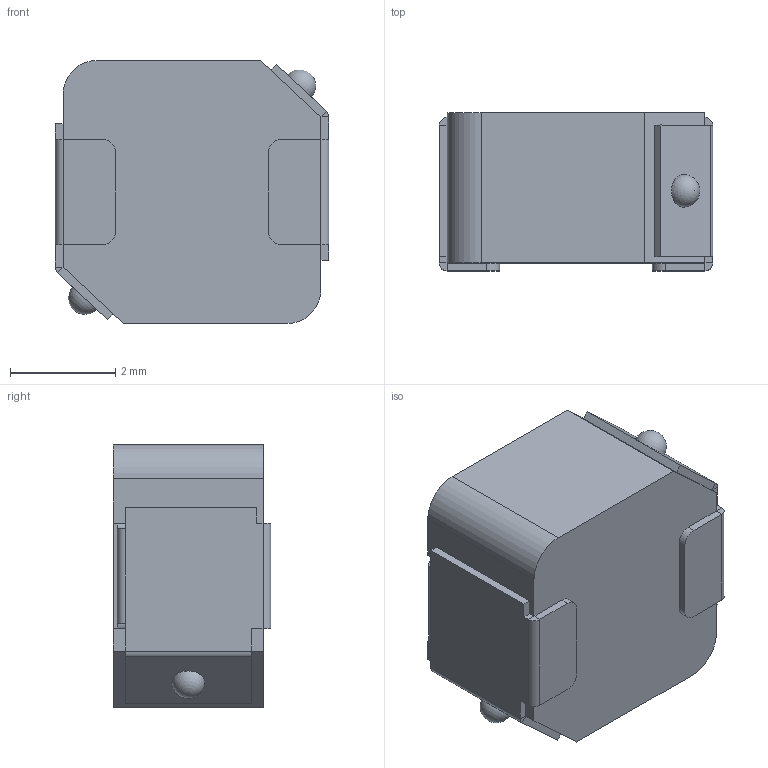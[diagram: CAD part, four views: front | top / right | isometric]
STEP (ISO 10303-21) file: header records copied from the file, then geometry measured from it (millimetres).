
FILE_DESCRIPTION (( 'STEP AP214' ), '1' );
FILE_NAME ('SPM5030T-4R7M-HZ.STEP', '2022-03-08T00:58:34', ( '' ), ( '' ), 'SwSTEP 2.0', 'SolidWorks 2017', '' );
FILE_SCHEMA (( 'AUTOMOTIVE_DESIGN' ));
Length unit declared in the file: millimetre
Products named in the file (1): SPM5030T-4R7M-HZ
Bounding box: 5.2 x 3 x 5 mm (x, y, z)
Volume: 69.3 mm3; surface area: 164.5 mm2
Topology: 5 solids, 5 shells, 116 faces, 282 edges, 174 vertices
Faces by surface type: plane 78, cylinder 36, sphere 2
Entity records: 3394 total; most frequent: DIRECTION 586, CARTESIAN_POINT 567, ORIENTED_EDGE 556, EDGE_CURVE 278, LINE 204, VECTOR 204, AXIS2_PLACEMENT_3D 191, VERTEX_POINT 172
